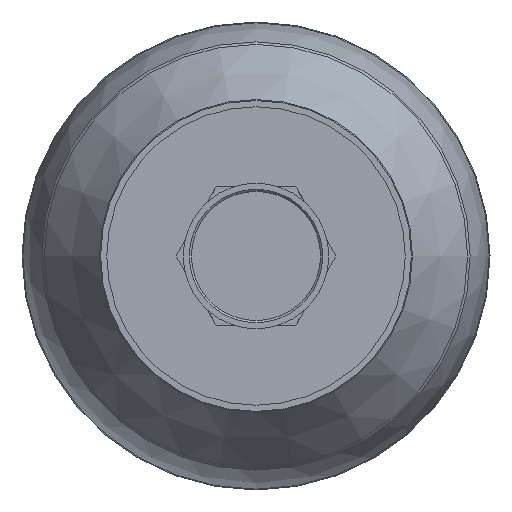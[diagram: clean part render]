
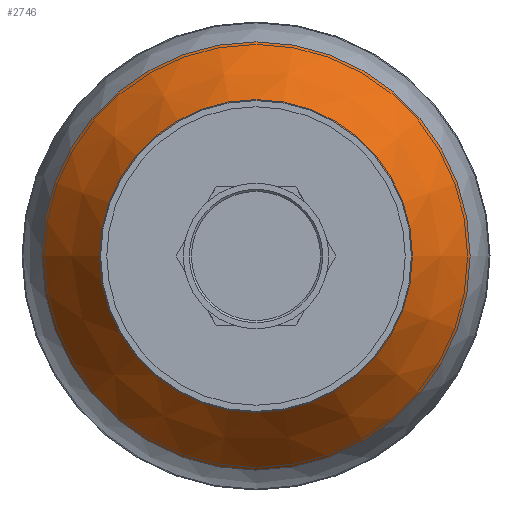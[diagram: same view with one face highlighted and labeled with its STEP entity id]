
A CAD part, left-side view. The second image highlights one B-rep face of the part: STEP entity #2746.
In plain terms, the highlighted conical face has half-angle 33.771 degrees and reference radius 42.791 mm.
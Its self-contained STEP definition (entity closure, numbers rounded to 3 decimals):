
#2715=CARTESIAN_POINT('',(25.178,-7.346,0.));
#2716=VERTEX_POINT('',#2715);
#2717=CARTESIAN_POINT('',(-24.404,-7.346,0.0));
#2718=DIRECTION('',(0.0,1.0,0.0));
#2719=DIRECTION('',(-1.0,0.0,0.0));
#2720=AXIS2_PLACEMENT_3D('',#2717,#2718,#2719);
#2721=CIRCLE('',#2720,49.582);
#2722=EDGE_CURVE('',#2716,#2716,#2721,.T.);
#2727=CARTESIAN_POINT('',(-24.404,2.809,0.0));
#2728=DIRECTION('',(0.0,-1.0,0.0));
#2729=DIRECTION('',(-1.0,0.0,0.0));
#2730=AXIS2_PLACEMENT_3D('',#2727,#2728,#2729);
#2731=CONICAL_SURFACE('',#2730,42.791,33.771);
#2732=ORIENTED_EDGE('',*,*,#2722,.T.);
#2733=EDGE_LOOP('',(#2732));
#2734=FACE_OUTER_BOUND('',#2733,.T.);
#2735=CARTESIAN_POINT('',(11.596,12.964,0.));
#2736=VERTEX_POINT('',#2735);
#2737=CARTESIAN_POINT('',(-24.404,12.964,0.0));
#2738=DIRECTION('',(0.0,1.0,0.0));
#2739=DIRECTION('',(-1.0,0.0,0.0));
#2740=AXIS2_PLACEMENT_3D('',#2737,#2738,#2739);
#2741=CIRCLE('',#2740,36.0);
#2742=EDGE_CURVE('',#2736,#2736,#2741,.T.);
#2743=ORIENTED_EDGE('',*,*,#2742,.F.);
#2744=EDGE_LOOP('',(#2743));
#2745=FACE_BOUND('',#2744,.T.);
#2746=ADVANCED_FACE('',(#2734,#2745),#2731,.T.);
